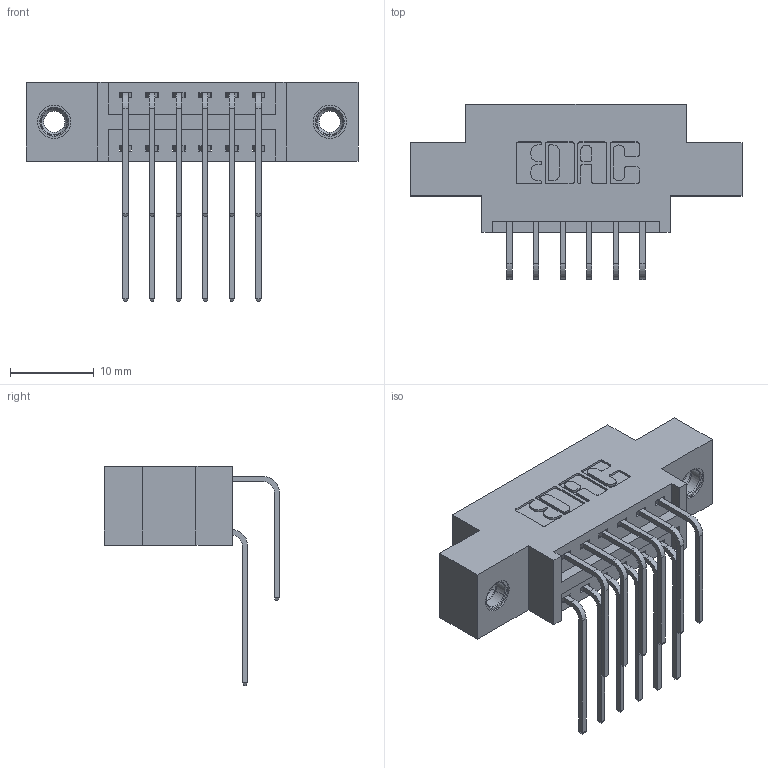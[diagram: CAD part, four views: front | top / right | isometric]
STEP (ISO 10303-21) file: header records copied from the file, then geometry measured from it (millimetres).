
FILE_DESCRIPTION (( 'STEP AP203' ), '1' );
FILE_NAME ('396-012-559-807.STEP', '2019-11-02T13:34:03', ( '' ), ( '' ), 'SwSTEP 2.0', 'SolidWorks 2016', '' );
FILE_SCHEMA (( 'CONFIG_CONTROL_DESIGN' ));
Length unit declared in the file: inch
Products named in the file (5): 345-292-001_558 559 Tail - 1; 345-250-001_345-250-005-103; 345-292-001_559 Tail - 2; 396-012-559-807; 346 Part_0.170 Offset - 0.156 Dia-TI
Assembly tree (15 placements, depth 2):
  396-012-559-807
    346 Part_0.170 Offset - 0.156 Dia-TI
    345-292-001_558 559 Tail - 1  x6
    345-292-001_559 Tail - 2  x6
    345-250-001_345-250-005-103  x2
Bounding box: 39.62 x 20.89 x 26.16 mm (x, y, z)
Volume: 3485.3 mm3; surface area: 4770.4 mm2
Topology: 15 solids, 15 shells, 834 faces, 2409 edges, 1582 vertices
Faces by surface type: plane 556, cylinder 262, cone 12, torus 4
Entity records: 11864 total; most frequent: CARTESIAN_POINT 2042, ORIENTED_EDGE 1918, DIRECTION 1849, EDGE_CURVE 959, VECTOR 743, LINE 743, VERTEX_POINT 632, AXIS2_PLACEMENT_3D 553
